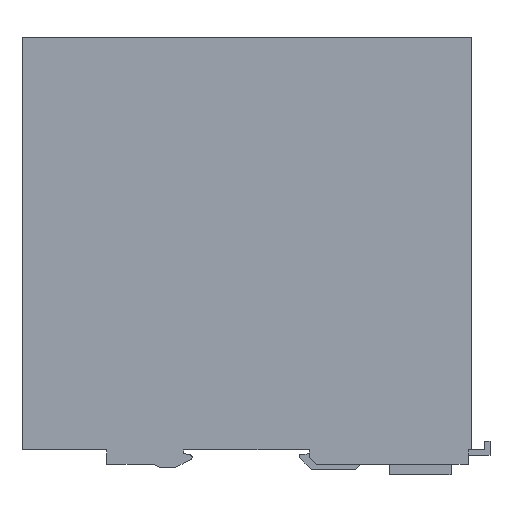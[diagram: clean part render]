
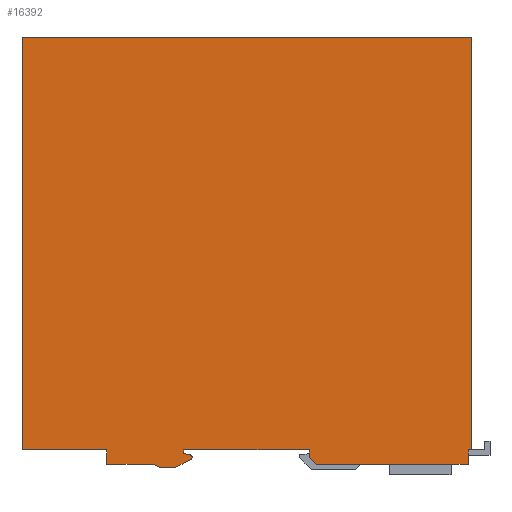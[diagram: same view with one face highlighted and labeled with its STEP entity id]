
A CAD part, left-side view. The second image highlights one B-rep face of the part: STEP entity #16392.
In plain terms, the highlighted planar face has unit normal (-1, 0, 0).
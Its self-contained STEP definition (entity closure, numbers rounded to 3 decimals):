
#24 = PLANE ( 'NONE',  #6683 ) ;
#494 = CARTESIAN_POINT ( 'NONE',  ( -15., -62.4, -121.5 ) ) ;
#620 = VECTOR ( 'NONE', #16104, 1000. ) ;
#810 = VECTOR ( 'NONE', #6005, 1000. ) ;
#825 = VECTOR ( 'NONE', #8120, 1000. ) ;
#876 = DIRECTION ( 'NONE',  ( 0., 0., 1. ) ) ;
#962 = DIRECTION ( 'NONE',  ( 1., 0., 0. ) ) ;
#1205 = CARTESIAN_POINT ( 'NONE',  ( -15., 0., 0. ) ) ;
#1371 = VECTOR ( 'NONE', #13201, 1000. ) ;
#1601 = CARTESIAN_POINT ( 'NONE',  ( -15., -17.6, -116.5 ) ) ;
#1645 = LINE ( 'NONE', #3097, #12006 ) ;
#1655 = VERTEX_POINT ( 'NONE', #6148 ) ;
#1706 = ORIENTED_EDGE ( 'NONE', *, *, #4908, .F. ) ;
#1714 = CARTESIAN_POINT ( 'NONE',  ( -15., 63.5, 0. ) ) ;
#1733 = DIRECTION ( 'NONE',  ( 0., 1., 0. ) ) ;
#1746 = LINE ( 'NONE', #4463, #14055 ) ;
#1839 = EDGE_CURVE ( 'NONE', #6731, #2009, #15335, .T. ) ;
#1966 = VECTOR ( 'NONE', #12197, 1000. ) ;
#2009 = VERTEX_POINT ( 'NONE', #3402 ) ;
#2019 = EDGE_LOOP ( 'NONE', ( #6057, #17183, #2123, #16289, #4652, #12689, #11680, #14195, #17462, #4684, #1706, #15539, #9411, #3064, #10347, #16045, #8730, #15810, #3811 ) ) ;
#2065 = CARTESIAN_POINT ( 'NONE',  ( -15., 17.9, -117.5 ) ) ;
#2123 = ORIENTED_EDGE ( 'NONE', *, *, #11821, .F. ) ;
#2291 = VERTEX_POINT ( 'NONE', #3196 ) ;
#2472 = VERTEX_POINT ( 'NONE', #10157 ) ;
#3064 = ORIENTED_EDGE ( 'NONE', *, *, #1839, .T. ) ;
#3097 = CARTESIAN_POINT ( 'NONE',  ( -15., 39.6, -121.5 ) ) ;
#3196 = CARTESIAN_POINT ( 'NONE',  ( -15., -17.6, -118.5 ) ) ;
#3317 = CARTESIAN_POINT ( 'NONE',  ( -15., -17.6, -121.5 ) ) ;
#3329 = CARTESIAN_POINT ( 'NONE',  ( -15., -19.6, -120.5 ) ) ;
#3402 = CARTESIAN_POINT ( 'NONE',  ( -15., -62.4, -116.5 ) ) ;
#3510 = VERTEX_POINT ( 'NONE', #6759 ) ;
#3667 = VERTEX_POINT ( 'NONE', #5460 ) ;
#3691 = VECTOR ( 'NONE', #5826, 1000. ) ;
#3811 = ORIENTED_EDGE ( 'NONE', *, *, #9866, .T. ) ;
#3900 = EDGE_CURVE ( 'NONE', #14238, #10065, #1645, .T. ) ;
#4155 = VERTEX_POINT ( 'NONE', #13748 ) ;
#4191 = DIRECTION ( 'NONE',  ( 0., 0., -1. ) ) ;
#4463 = CARTESIAN_POINT ( 'NONE',  ( -15., 39.6, -120.5 ) ) ;
#4652 = ORIENTED_EDGE ( 'NONE', *, *, #12788, .F. ) ;
#4684 = ORIENTED_EDGE ( 'NONE', *, *, #6238, .T. ) ;
#4696 = CARTESIAN_POINT ( 'NONE',  ( -15., 0., 0. ) ) ;
#4813 = CARTESIAN_POINT ( 'NONE',  ( -15., -62.4, -120.5 ) ) ;
#4908 = EDGE_CURVE ( 'NONE', #2291, #7076, #7757, .T. ) ;
#4966 = LINE ( 'NONE', #8945, #1371 ) ;
#4973 = EDGE_CURVE ( 'NONE', #3667, #5644, #5942, .T. ) ;
#4978 = LINE ( 'NONE', #4696, #620 ) ;
#5045 = CARTESIAN_POINT ( 'NONE',  ( -15., -17.6, -118.5 ) ) ;
#5061 = CARTESIAN_POINT ( 'NONE',  ( -15., 15.424, -118.601 ) ) ;
#5120 = VECTOR ( 'NONE', #9788, 1000. ) ;
#5319 = DIRECTION ( 'NONE',  ( 0., 0.707, 0.707 ) ) ;
#5449 = CIRCLE ( 'NONE', #15547, 1. ) ;
#5460 = CARTESIAN_POINT ( 'NONE',  ( -15., 16.204, -117.839 ) ) ;
#5463 = DIRECTION ( 'NONE',  ( 1., 0., 0. ) ) ;
#5644 = VERTEX_POINT ( 'NONE', #5061 ) ;
#5754 = DIRECTION ( 'NONE',  ( 1., 0., 0. ) ) ;
#5826 = DIRECTION ( 'NONE',  ( 0., -1., 0. ) ) ;
#5833 = EDGE_CURVE ( 'NONE', #1655, #3667, #14252, .T. ) ;
#5884 = LINE ( 'NONE', #8518, #5120 ) ;
#5942 = CIRCLE ( 'NONE', #6255, 1. ) ;
#5970 = VECTOR ( 'NONE', #10192, 1000. ) ;
#6005 = DIRECTION ( 'NONE',  ( 0., 1., 0. ) ) ;
#6057 = ORIENTED_EDGE ( 'NONE', *, *, #3900, .F. ) ;
#6148 = CARTESIAN_POINT ( 'NONE',  ( -15., 17.9, -117.5 ) ) ;
#6238 = EDGE_CURVE ( 'NONE', #15557, #7076, #16779, .T. ) ;
#6255 = AXIS2_PLACEMENT_3D ( 'NONE', #13449, #962, #16343 ) ;
#6683 = AXIS2_PLACEMENT_3D ( 'NONE', #1205, #5463, #4191 ) ;
#6731 = VERTEX_POINT ( 'NONE', #4813 ) ;
#6759 = CARTESIAN_POINT ( 'NONE',  ( -15., 20.4, -121.5 ) ) ;
#7076 = VERTEX_POINT ( 'NONE', #1601 ) ;
#7118 = CARTESIAN_POINT ( 'NONE',  ( -15., 16.204, -117.839 ) ) ;
#7132 = CARTESIAN_POINT ( 'NONE',  ( -15., 26.4, -120.5 ) ) ;
#7338 = LINE ( 'NONE', #14127, #7826 ) ;
#7757 = LINE ( 'NONE', #3317, #10869 ) ;
#7826 = VECTOR ( 'NONE', #1733, 1000. ) ;
#7890 = CARTESIAN_POINT ( 'NONE',  ( -15., 17.9, -116.5 ) ) ;
#8120 = DIRECTION ( 'NONE',  ( 0., 0.894, 0.447 ) ) ;
#8206 = CARTESIAN_POINT ( 'NONE',  ( -15., 16.4, -118.382 ) ) ;
#8518 = CARTESIAN_POINT ( 'NONE',  ( -15., -63.5, 0. ) ) ;
#8550 = CARTESIAN_POINT ( 'NONE',  ( -15., 0., -116.5 ) ) ;
#8730 = ORIENTED_EDGE ( 'NONE', *, *, #17034, .T. ) ;
#8844 = CARTESIAN_POINT ( 'NONE',  ( -15., 63.5, 0. ) ) ;
#8945 = CARTESIAN_POINT ( 'NONE',  ( -15., 20.4, -121.5 ) ) ;
#9024 = LINE ( 'NONE', #8844, #9323 ) ;
#9220 = VERTEX_POINT ( 'NONE', #7132 ) ;
#9305 = CARTESIAN_POINT ( 'NONE',  ( -15., 26.4, -120.5 ) ) ;
#9323 = VECTOR ( 'NONE', #17259, 1000. ) ;
#9397 = CARTESIAN_POINT ( 'NONE',  ( -15., 0., -116.5 ) ) ;
#9411 = ORIENTED_EDGE ( 'NONE', *, *, #11188, .F. ) ;
#9739 = DIRECTION ( 'NONE',  ( 0., 0., 1. ) ) ;
#9788 = DIRECTION ( 'NONE',  ( 0., 0., 1. ) ) ;
#9866 = EDGE_CURVE ( 'NONE', #12818, #10065, #12352, .T. ) ;
#9897 = VERTEX_POINT ( 'NONE', #16685 ) ;
#9899 = LINE ( 'NONE', #13966, #810 ) ;
#9906 = EDGE_CURVE ( 'NONE', #9220, #14238, #1746, .T. ) ;
#10065 = VERTEX_POINT ( 'NONE', #16140 ) ;
#10157 = CARTESIAN_POINT ( 'NONE',  ( -15., -63.5, -116.5 ) ) ;
#10192 = DIRECTION ( 'NONE',  ( 0., -0.981, -0.196 ) ) ;
#10347 = ORIENTED_EDGE ( 'NONE', *, *, #11759, .T. ) ;
#10403 = EDGE_CURVE ( 'NONE', #2472, #4155, #5884, .T. ) ;
#10570 = LINE ( 'NONE', #9305, #825 ) ;
#10737 = DIRECTION ( 'NONE',  ( 0., -1., 0. ) ) ;
#10869 = VECTOR ( 'NONE', #876, 1000. ) ;
#11126 = CARTESIAN_POINT ( 'NONE',  ( -15., 39.6, -120.5 ) ) ;
#11188 = EDGE_CURVE ( 'NONE', #6731, #11721, #9899, .T. ) ;
#11233 = CARTESIAN_POINT ( 'NONE',  ( -15., 63.5, -116.5 ) ) ;
#11273 = DIRECTION ( 'NONE',  ( 0., 0., 1. ) ) ;
#11409 = DIRECTION ( 'NONE',  ( 0., 0., 1. ) ) ;
#11680 = ORIENTED_EDGE ( 'NONE', *, *, #4973, .F. ) ;
#11721 = VERTEX_POINT ( 'NONE', #3329 ) ;
#11759 = EDGE_CURVE ( 'NONE', #2009, #2472, #17714, .T. ) ;
#11821 = EDGE_CURVE ( 'NONE', #9897, #9220, #10570, .T. ) ;
#11901 = EDGE_CURVE ( 'NONE', #5644, #17147, #5449, .T. ) ;
#12006 = VECTOR ( 'NONE', #11409, 1000. ) ;
#12045 = VECTOR ( 'NONE', #10737, 1000. ) ;
#12126 = VECTOR ( 'NONE', #15910, 1000. ) ;
#12197 = DIRECTION ( 'NONE',  ( 0., -1., 0. ) ) ;
#12352 = LINE ( 'NONE', #17870, #12045 ) ;
#12689 = ORIENTED_EDGE ( 'NONE', *, *, #11901, .F. ) ;
#12788 = EDGE_CURVE ( 'NONE', #17147, #3510, #4966, .T. ) ;
#12818 = VERTEX_POINT ( 'NONE', #11233 ) ;
#13201 = DIRECTION ( 'NONE',  ( 0., 0.894, -0.447 ) ) ;
#13449 = CARTESIAN_POINT ( 'NONE',  ( -15., 16.4, -118.82 ) ) ;
#13748 = CARTESIAN_POINT ( 'NONE',  ( -15., -63.5, 0. ) ) ;
#13926 = VECTOR ( 'NONE', #5319, 1000. ) ;
#13966 = CARTESIAN_POINT ( 'NONE',  ( -15., -19.6, -120.5 ) ) ;
#14055 = VECTOR ( 'NONE', #16945, 1000. ) ;
#14127 = CARTESIAN_POINT ( 'NONE',  ( -15., 39.6, -121.5 ) ) ;
#14195 = ORIENTED_EDGE ( 'NONE', *, *, #5833, .F. ) ;
#14238 = VERTEX_POINT ( 'NONE', #11126 ) ;
#14252 = LINE ( 'NONE', #7118, #5970 ) ;
#14489 = EDGE_CURVE ( 'NONE', #15557, #1655, #16096, .T. ) ;
#14922 = CARTESIAN_POINT ( 'NONE',  ( -15., 15.953, -119.276 ) ) ;
#15335 = LINE ( 'NONE', #494, #17133 ) ;
#15343 = EDGE_CURVE ( 'NONE', #3510, #9897, #7338, .T. ) ;
#15539 = ORIENTED_EDGE ( 'NONE', *, *, #17593, .F. ) ;
#15547 = AXIS2_PLACEMENT_3D ( 'NONE', #8206, #5754, #11273 ) ;
#15557 = VERTEX_POINT ( 'NONE', #7890 ) ;
#15810 = ORIENTED_EDGE ( 'NONE', *, *, #17390, .T. ) ;
#15910 = DIRECTION ( 'NONE',  ( 0., 0., -1. ) ) ;
#16045 = ORIENTED_EDGE ( 'NONE', *, *, #10403, .T. ) ;
#16096 = LINE ( 'NONE', #2065, #12126 ) ;
#16104 = DIRECTION ( 'NONE',  ( 0., 1., 0. ) ) ;
#16140 = CARTESIAN_POINT ( 'NONE',  ( -15., 39.6, -116.5 ) ) ;
#16289 = ORIENTED_EDGE ( 'NONE', *, *, #15343, .F. ) ;
#16343 = DIRECTION ( 'NONE',  ( 0., 0., 1. ) ) ;
#16392 = ADVANCED_FACE ( 'NONE', ( #16414 ), #24, .F. ) ;
#16414 = FACE_OUTER_BOUND ( 'NONE', #2019, .T. ) ;
#16685 = CARTESIAN_POINT ( 'NONE',  ( -15., 24.4, -121.5 ) ) ;
#16779 = LINE ( 'NONE', #8550, #3691 ) ;
#16815 = VERTEX_POINT ( 'NONE', #1714 ) ;
#16945 = DIRECTION ( 'NONE',  ( 0., 1., 0. ) ) ;
#17034 = EDGE_CURVE ( 'NONE', #4155, #16815, #4978, .T. ) ;
#17133 = VECTOR ( 'NONE', #9739, 1000. ) ;
#17147 = VERTEX_POINT ( 'NONE', #14922 ) ;
#17183 = ORIENTED_EDGE ( 'NONE', *, *, #9906, .F. ) ;
#17259 = DIRECTION ( 'NONE',  ( 0., 0., -1. ) ) ;
#17390 = EDGE_CURVE ( 'NONE', #16815, #12818, #9024, .T. ) ;
#17438 = LINE ( 'NONE', #5045, #13926 ) ;
#17462 = ORIENTED_EDGE ( 'NONE', *, *, #14489, .F. ) ;
#17593 = EDGE_CURVE ( 'NONE', #11721, #2291, #17438, .T. ) ;
#17714 = LINE ( 'NONE', #9397, #1966 ) ;
#17870 = CARTESIAN_POINT ( 'NONE',  ( -15., 0., -116.5 ) ) ;
